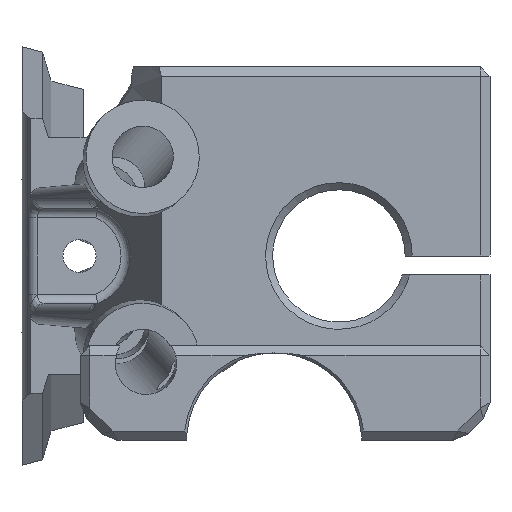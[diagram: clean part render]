
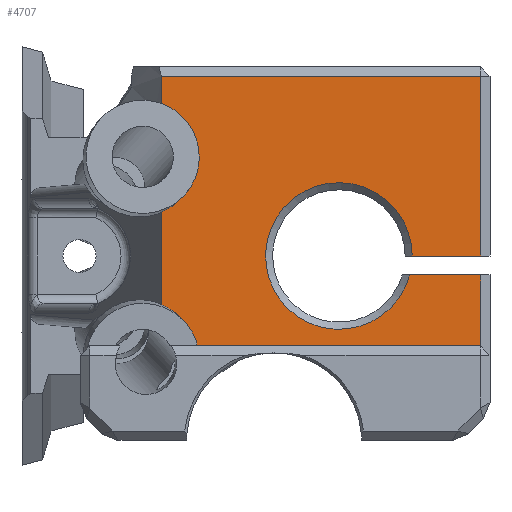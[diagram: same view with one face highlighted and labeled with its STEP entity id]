
A CAD part, front view. The second image highlights one B-rep face of the part: STEP entity #4707.
In plain terms, the highlighted planar face has unit normal (0, -1, 0).
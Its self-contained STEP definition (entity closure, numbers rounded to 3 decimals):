
#218=LINE('',#9026,#523);
#219=LINE('',#9028,#524);
#220=LINE('',#9030,#525);
#221=LINE('',#9032,#526);
#222=LINE('',#9035,#527);
#223=LINE('',#9037,#528);
#224=LINE('',#9039,#529);
#225=LINE('',#9040,#530);
#523=VECTOR('',#5980,10.);
#524=VECTOR('',#5981,10.);
#525=VECTOR('',#5982,10.);
#526=VECTOR('',#5983,10.);
#527=VECTOR('',#5986,10.);
#528=VECTOR('',#5987,10.);
#529=VECTOR('',#5988,10.);
#530=VECTOR('',#5989,10.);
#949=FACE_OUTER_BOUND('',#1231,.T.);
#1231=EDGE_LOOP('',(#3791,#3792,#3793,#3794,#3795,#3796,#3797,#3798,#3799,
#3800,#3801));
#1448=CIRCLE('',#5116,7.75);
#1757=ELLIPSE('',#5113,6.027,6.);
#1759=ELLIPSE('',#5117,6.027,6.);
#2103=VERTEX_POINT('',#9016);
#2104=VERTEX_POINT('',#9018);
#2105=VERTEX_POINT('',#9022);
#2106=VERTEX_POINT('',#9023);
#2107=VERTEX_POINT('',#9025);
#2108=VERTEX_POINT('',#9027);
#2109=VERTEX_POINT('',#9029);
#2110=VERTEX_POINT('',#9031);
#2111=VERTEX_POINT('',#9033);
#2112=VERTEX_POINT('',#9036);
#2113=VERTEX_POINT('',#9038);
#2711=EDGE_CURVE('',#2104,#2103,#1757,.T.);
#2713=EDGE_CURVE('',#2105,#2106,#1448,.T.);
#2714=EDGE_CURVE('',#2105,#2107,#218,.T.);
#2715=EDGE_CURVE('',#2108,#2107,#219,.T.);
#2716=EDGE_CURVE('',#2109,#2108,#220,.T.);
#2717=EDGE_CURVE('',#2109,#2110,#221,.T.);
#2718=EDGE_CURVE('',#2110,#2111,#1759,.T.);
#2719=EDGE_CURVE('',#2111,#2104,#222,.T.);
#2720=EDGE_CURVE('',#2103,#2112,#223,.T.);
#2721=EDGE_CURVE('',#2113,#2112,#224,.T.);
#2722=EDGE_CURVE('',#2113,#2106,#225,.T.);
#3791=ORIENTED_EDGE('',*,*,#2713,.F.);
#3792=ORIENTED_EDGE('',*,*,#2714,.T.);
#3793=ORIENTED_EDGE('',*,*,#2715,.F.);
#3794=ORIENTED_EDGE('',*,*,#2716,.F.);
#3795=ORIENTED_EDGE('',*,*,#2717,.T.);
#3796=ORIENTED_EDGE('',*,*,#2718,.T.);
#3797=ORIENTED_EDGE('',*,*,#2719,.T.);
#3798=ORIENTED_EDGE('',*,*,#2711,.T.);
#3799=ORIENTED_EDGE('',*,*,#2720,.T.);
#3800=ORIENTED_EDGE('',*,*,#2721,.F.);
#3801=ORIENTED_EDGE('',*,*,#2722,.T.);
#4488=PLANE('',#5115);
#4707=ADVANCED_FACE('',(#949),#4488,.T.);
#5113=AXIS2_PLACEMENT_3D('',#9019,#5972,#5973);
#5115=AXIS2_PLACEMENT_3D('',#9021,#5976,#5977);
#5116=AXIS2_PLACEMENT_3D('',#9024,#5978,#5979);
#5117=AXIS2_PLACEMENT_3D('',#9034,#5984,#5985);
#5972=DIRECTION('center_axis',(0.,1.,0.));
#5973=DIRECTION('ref_axis',(-0.675,0.,0.738));
#5976=DIRECTION('center_axis',(0.,-1.,0.));
#5977=DIRECTION('ref_axis',(0.,0.,-1.));
#5978=DIRECTION('center_axis',(0.,-1.,0.));
#5979=DIRECTION('ref_axis',(-1.,0.,0.));
#5980=DIRECTION('',(1.,0.,0.));
#5981=DIRECTION('',(0.,0.,-1.));
#5982=DIRECTION('',(1.,0.,0.));
#5983=DIRECTION('',(0.,0.,-1.));
#5984=DIRECTION('center_axis',(0.,1.,0.));
#5985=DIRECTION('ref_axis',(-0.675,0.,-0.738));
#5986=DIRECTION('',(0.,0.,-1.));
#5987=DIRECTION('',(1.,0.,0.));
#5988=DIRECTION('',(0.,0.,-1.));
#5989=DIRECTION('',(-1.,0.,0.));
#9016=CARTESIAN_POINT('',(160.266,-3.374,469.184));
#9018=CARTESIAN_POINT('',(156.599,-3.374,473.516));
#9019=CARTESIAN_POINT('Origin',(154.391,-3.374,467.931));
#9021=CARTESIAN_POINT('Origin',(165.279,-3.374,478.684));
#9022=CARTESIAN_POINT('',(183.1,-3.374,478.684));
#9023=CARTESIAN_POINT('',(182.837,-3.374,476.684));
#9024=CARTESIAN_POINT('Origin',(175.35,-3.374,478.684));
#9025=CARTESIAN_POINT('',(190.323,-3.374,478.684));
#9026=CARTESIAN_POINT('',(174.19,-3.374,478.684));
#9027=CARTESIAN_POINT('',(190.323,-3.374,497.684));
#9028=CARTESIAN_POINT('',(190.323,-3.374,468.684));
#9029=CARTESIAN_POINT('',(156.599,-3.374,497.684));
#9030=CARTESIAN_POINT('',(176.801,-3.374,497.684));
#9031=CARTESIAN_POINT('',(156.599,-3.374,494.541));
#9032=CARTESIAN_POINT('',(156.599,-3.374,488.684));
#9033=CARTESIAN_POINT('',(156.599,-3.374,483.352));
#9034=CARTESIAN_POINT('Origin',(154.391,-3.374,488.937));
#9035=CARTESIAN_POINT('',(156.599,-3.374,488.684));
#9036=CARTESIAN_POINT('',(190.323,-3.374,469.184));
#9037=CARTESIAN_POINT('',(176.801,-3.374,469.184));
#9038=CARTESIAN_POINT('',(190.323,-3.374,476.684));
#9039=CARTESIAN_POINT('',(190.323,-3.374,468.684));
#9040=CARTESIAN_POINT('',(176.801,-3.374,476.684));
